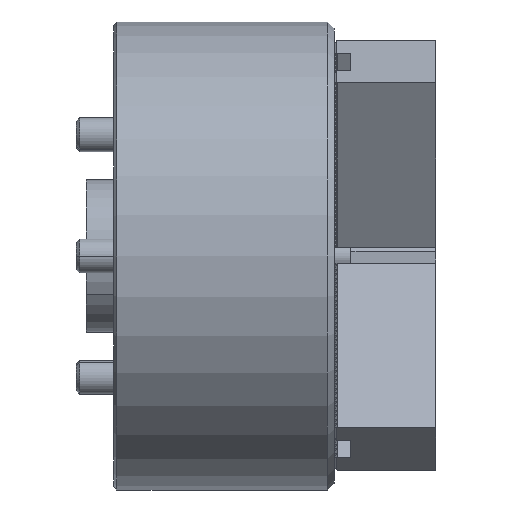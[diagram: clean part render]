
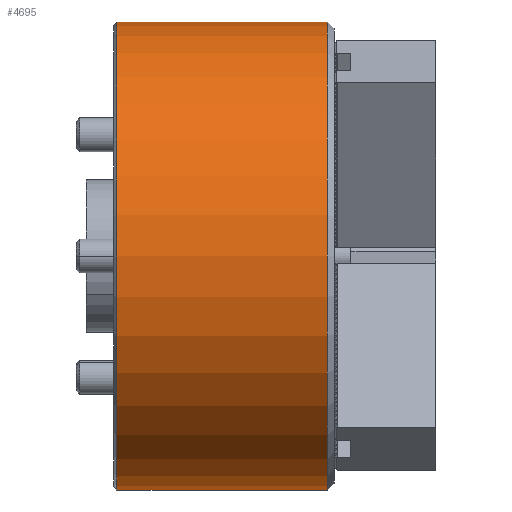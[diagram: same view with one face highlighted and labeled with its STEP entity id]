
A CAD part, front view. The second image highlights one B-rep face of the part: STEP entity #4695.
In plain terms, the highlighted cylindrical face has radius 69 mm (diameter 138 mm), a partial arc.
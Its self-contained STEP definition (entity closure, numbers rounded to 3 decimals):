
#274 = EDGE_CURVE ( 'NONE', #8633, #13418, #9746, .T. ) ;
#290 = EDGE_LOOP ( 'NONE', ( #13931, #17809, #11167, #7585 ) ) ;
#666 = AXIS2_PLACEMENT_3D ( 'NONE', #1195, #11721, #2706 ) ;
#1166 = AXIS2_PLACEMENT_3D ( 'NONE', #4131, #10180, #1169 ) ;
#1169 = DIRECTION ( 'NONE',  ( 0., 0., 1. ) ) ;
#1195 = CARTESIAN_POINT ( 'NONE',  ( 63., 0., 0. ) ) ;
#1326 = EDGE_CURVE ( 'NONE', #16118, #13418, #8307, .T. ) ;
#1472 = VERTEX_POINT ( 'NONE', #5897 ) ;
#1866 = AXIS2_PLACEMENT_3D ( 'NONE', #9356, #3308, #4503 ) ;
#2706 = DIRECTION ( 'NONE',  ( 0., 0., 1. ) ) ;
#2861 = EDGE_CURVE ( 'NONE', #1472, #8633, #18337, .T. ) ;
#3078 = DIRECTION ( 'NONE',  ( -1., 0., 0. ) ) ;
#3308 = DIRECTION ( 'NONE',  ( 1., 0., 0. ) ) ;
#4131 = CARTESIAN_POINT ( 'NONE',  ( 0., 0., 0. ) ) ;
#4503 = DIRECTION ( 'NONE',  ( 0., 0., -1. ) ) ;
#4695 = ADVANCED_FACE ( 'NONE', ( #14240 ), #5771, .T. ) ;
#5771 = CYLINDRICAL_SURFACE ( 'NONE', #1166, 69. ) ;
#5823 = EDGE_CURVE ( 'NONE', #16118, #1472, #14226, .T. ) ;
#5897 = CARTESIAN_POINT ( 'NONE',  ( 63., 0., 69. ) ) ;
#6071 = CARTESIAN_POINT ( 'NONE',  ( 1., 0., -69. ) ) ;
#7344 = CARTESIAN_POINT ( 'NONE',  ( 63., 0., -69. ) ) ;
#7585 = ORIENTED_EDGE ( 'NONE', *, *, #274, .T. ) ;
#7619 = CARTESIAN_POINT ( 'NONE',  ( 0., 0., -69. ) ) ;
#8307 = LINE ( 'NONE', #7619, #15822 ) ;
#8633 = VERTEX_POINT ( 'NONE', #13057 ) ;
#9356 = CARTESIAN_POINT ( 'NONE',  ( 1., 0., 0. ) ) ;
#9746 = CIRCLE ( 'NONE', #1866, 69. ) ;
#10180 = DIRECTION ( 'NONE',  ( -1., 0., 0. ) ) ;
#10775 = VECTOR ( 'NONE', #14704, 1000. ) ;
#11167 = ORIENTED_EDGE ( 'NONE', *, *, #2861, .T. ) ;
#11721 = DIRECTION ( 'NONE',  ( -1., 0., 0. ) ) ;
#13057 = CARTESIAN_POINT ( 'NONE',  ( 1., 0., 69. ) ) ;
#13418 = VERTEX_POINT ( 'NONE', #6071 ) ;
#13931 = ORIENTED_EDGE ( 'NONE', *, *, #1326, .F. ) ;
#14226 = CIRCLE ( 'NONE', #666, 69. ) ;
#14240 = FACE_OUTER_BOUND ( 'NONE', #290, .T. ) ;
#14704 = DIRECTION ( 'NONE',  ( -1., 0., 0. ) ) ;
#15822 = VECTOR ( 'NONE', #3078, 1000. ) ;
#16118 = VERTEX_POINT ( 'NONE', #7344 ) ;
#17619 = CARTESIAN_POINT ( 'NONE',  ( 0., 0., 69. ) ) ;
#17809 = ORIENTED_EDGE ( 'NONE', *, *, #5823, .T. ) ;
#18337 = LINE ( 'NONE', #17619, #10775 ) ;
